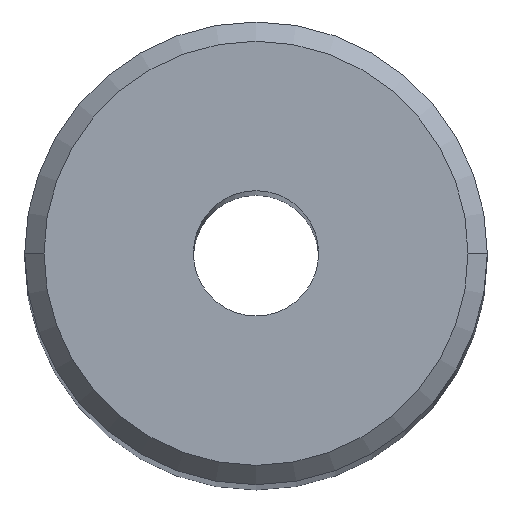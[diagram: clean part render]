
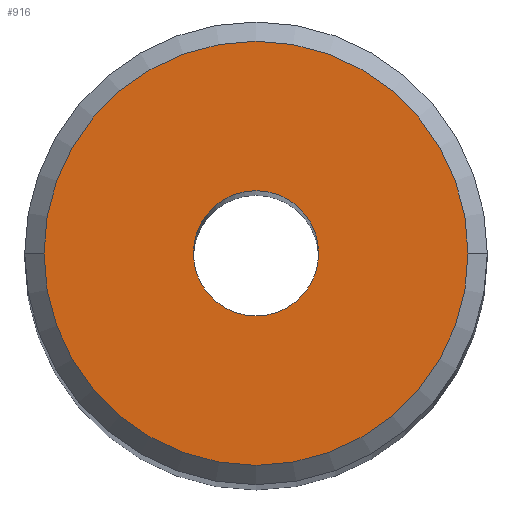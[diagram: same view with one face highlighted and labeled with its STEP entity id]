
A CAD part, top view. The second image highlights one B-rep face of the part: STEP entity #916.
In plain terms, the highlighted planar face has unit normal (0, 0, 1).
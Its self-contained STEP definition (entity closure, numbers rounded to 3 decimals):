
#398=VERTEX_POINT('NONE',#1099);
#406=VERTEX_POINT('NONE',#1108);
#426=VERTEX_POINT('NONE',#1130);
#462=EDGE_CURVE('NONE',#768,#398,#1167,.T.);
#620=EDGE_CURVE('NONE',#398,#768,#1345,.T.);
#768=VERTEX_POINT('NONE',#1506);
#916=ADVANCED_FACE('NONE',(#1677,#1678),#1679,.T.);
#990=EDGE_CURVE('NONE',#426,#406,#1759,.T.);
#1030=EDGE_CURVE('NONE',#406,#426,#1804,.T.);
#1099=CARTESIAN_POINT('',(3.25,0.0,160.0));
#1108=CARTESIAN_POINT('',(-11.,0.0,160.0));
#1130=CARTESIAN_POINT('',(11.,0.,160.0));
#1167=CIRCLE('',#2003,3.25);
#1345=CIRCLE('',#2280,3.25);
#1506=CARTESIAN_POINT('',(-3.25,0.,160.0));
#1677=FACE_OUTER_BOUND('',#2803,.T.);
#1678=FACE_BOUND('',#2804,.T.);
#1679=PLANE('',#2805);
#1759=CIRCLE('',#2927,11.);
#1804=CIRCLE('',#3009,11.);
#2003=AXIS2_PLACEMENT_3D('',#3129,#3130,#3131);
#2280=AXIS2_PLACEMENT_3D('',#3357,#3358,#3359);
#2803=EDGE_LOOP('',(#3773,#3774));
#2804=EDGE_LOOP('',(#3775,#3776));
#2805=AXIS2_PLACEMENT_3D('',#3777,#3778,#3779);
#2927=AXIS2_PLACEMENT_3D('',#3873,#3874,#3875);
#3009=AXIS2_PLACEMENT_3D('',#3928,#3929,#3930);
#3129=CARTESIAN_POINT('',(0.0,0.0,160.0));
#3130=DIRECTION('',(0.0,0.0,-1.0));
#3131=DIRECTION('',(0.0,-1.0,0.0));
#3357=CARTESIAN_POINT('',(0.0,0.0,160.0));
#3358=DIRECTION('',(0.0,0.0,-1.0));
#3359=DIRECTION('',(0.0,-1.0,0.0));
#3773=ORIENTED_EDGE('',*,*,#1030,.T.);
#3774=ORIENTED_EDGE('',*,*,#990,.T.);
#3775=ORIENTED_EDGE('',*,*,#620,.T.);
#3776=ORIENTED_EDGE('',*,*,#462,.T.);
#3777=CARTESIAN_POINT('',(0.0,0.,160.0));
#3778=DIRECTION('',(0.0,0.,1.0));
#3779=DIRECTION('',(0.0,1.0,0.));
#3873=CARTESIAN_POINT('',(0.0,0.0,160.0));
#3874=DIRECTION('',(0.0,0.0,1.0));
#3875=DIRECTION('',(0.0,-1.0,0.0));
#3928=CARTESIAN_POINT('',(0.0,0.0,160.0));
#3929=DIRECTION('',(0.0,0.0,1.0));
#3930=DIRECTION('',(0.0,-1.0,0.0));
